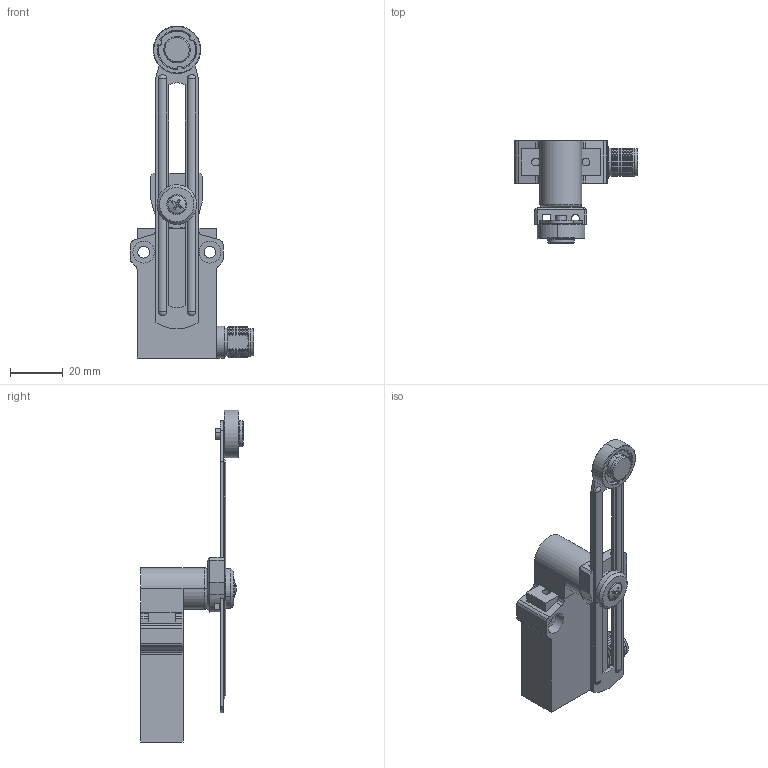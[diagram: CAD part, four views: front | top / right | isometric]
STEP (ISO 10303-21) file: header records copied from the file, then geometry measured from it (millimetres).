
FILE_DESCRIPTION (( 'STEP AP214' ), '1' );
FILE_NAME ('AEP2G51Z11MR.step', '2019-09-18T12:20:28', ( '' ), ( '' ), 'SwSTEP 2.0', 'SolidWorks 2018', '' );
FILE_SCHEMA (( 'AUTOMOTIVE_DESIGN' ));
Length unit declared in the file: inch
Products named in the file (1): AEP2G51Z11MR
Bounding box: 46.5 x 38.8 x 125.51 mm (x, y, z)
Volume: 33769.2 mm3; surface area: 15921 mm2
Topology: 9 solids, 9 shells, 557 faces, 1465 edges, 950 vertices
Faces by surface type: cylinder 253, plane 198, cone 61, torus 32, sphere 10, bspline 3
Entity records: 22576 total; most frequent: CARTESIAN_POINT 7005, DIRECTION 2961, ORIENTED_EDGE 2926, EDGE_CURVE 1463, AXIS2_PLACEMENT_3D 1112, VERTEX_POINT 950, VECTOR 737, LINE 737
